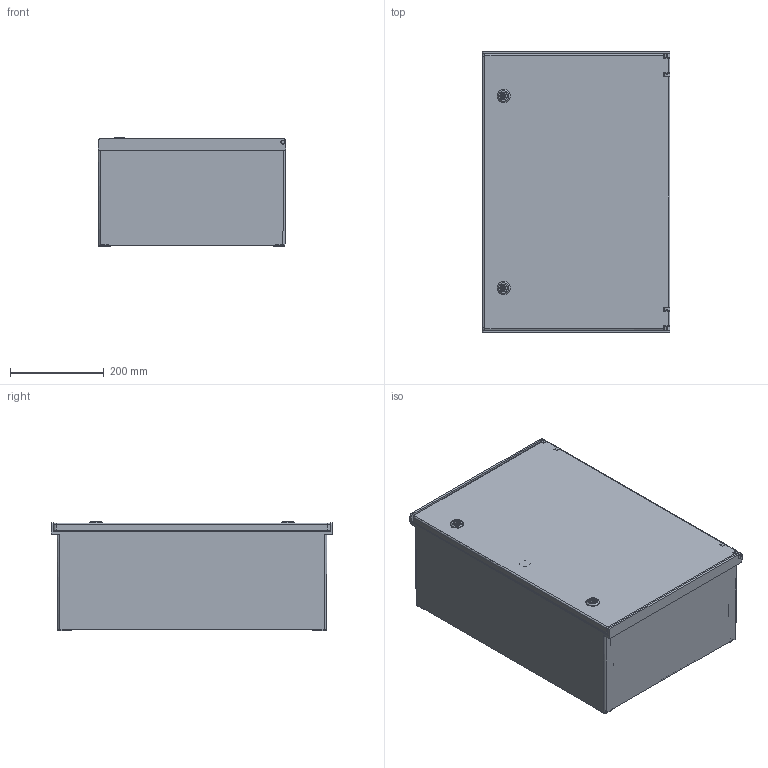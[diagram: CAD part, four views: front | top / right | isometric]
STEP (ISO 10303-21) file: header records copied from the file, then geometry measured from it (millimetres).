
FILE_DESCRIPTION (( 'STEP AP214' ), '1' );
FILE_NAME ('PS-4060.STEP', '2011-05-17T14:17:24', ( '' ), ( '' ), 'SwSTEP 2.0', 'SolidWorks 2010', '' );
FILE_SCHEMA (( 'AUTOMOTIVE_DESIGN' ));
Length unit declared in the file: millimetre
Products named in the file (12): ENG-110572_10PS-4060; ENG-029517; ENG-029489_32PS-4060; ENG-110518_400 x 600; ENG-029516_245; ENG-012226; ENG-20060704100; ENG-029515; ENG-012225; ENG-029520; ENG-029550; PS-4060
Assembly tree (14 placements, depth 4):
  PS-4060
    ENG-110572_10PS-4060
    ENG-029517
      ENG-029550  x2
      ENG-110518_400 x 600
      ENG-029516_245  x2
        ENG-20060704100
        ENG-012226
        ENG-012225
        ENG-029515
      ENG-029520  x2
      ENG-029489_32PS-4060
Bounding box: 400.25 x 600 x 233 mm (x, y, z)
Volume: 3178065.3 mm3; surface area: 2140196.7 mm2
Topology: 19 solids, 19 shells, 2524 faces, 6104 edges, 3775 vertices
Faces by surface type: plane 987, cylinder 665, cone 472, bspline 320, torus 68, sphere 12
Entity records: 68037 total; most frequent: CARTESIAN_POINT 17141, DIRECTION 10181, ORIENTED_EDGE 9618, EDGE_CURVE 4809, AXIS2_PLACEMENT_3D 3889, VERTEX_POINT 3060, LINE 2403, VECTOR 2403
